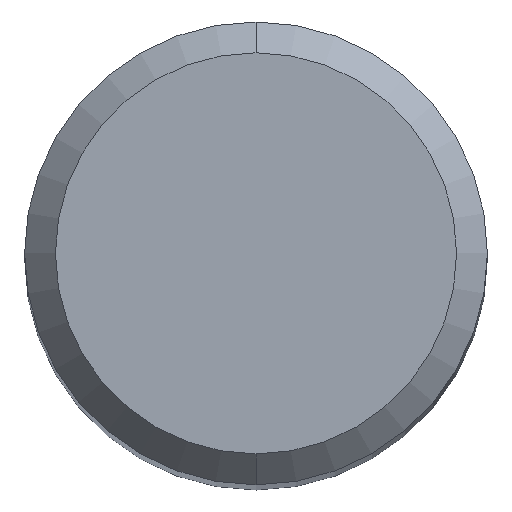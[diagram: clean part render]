
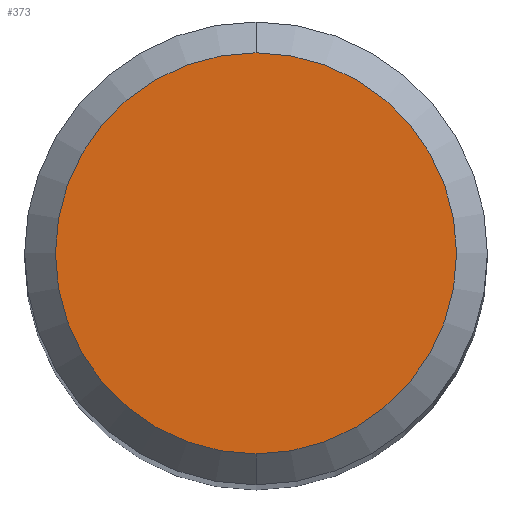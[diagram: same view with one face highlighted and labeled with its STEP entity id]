
A CAD part, top view. The second image highlights one B-rep face of the part: STEP entity #373.
In plain terms, the highlighted planar face has unit normal (0, 0, 1).
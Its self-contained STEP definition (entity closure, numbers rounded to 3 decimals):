
#187=VERTEX_POINT('',#496);
#191=EDGE_CURVE('',#187,#247,#500,.T.);
#247=VERTEX_POINT('',#561);
#259=EDGE_CURVE('',#247,#187,#573,.T.);
#373=ADVANCED_FACE('',(#702),#703,.T.);
#496=CARTESIAN_POINT('',(0.,-2.6,0.0));
#500=CIRCLE('',#835,2.6);
#561=CARTESIAN_POINT('',(0.0,2.6,0.0));
#573=CIRCLE('',#997,2.6);
#702=FACE_OUTER_BOUND('',#1196,.T.);
#703=PLANE('',#1197);
#835=AXIS2_PLACEMENT_3D('',#1473,#1474,#1475);
#997=AXIS2_PLACEMENT_3D('',#1542,#1543,#1544);
#1196=EDGE_LOOP('',(#1705,#1706));
#1197=AXIS2_PLACEMENT_3D('',#1707,#1708,#1709);
#1473=CARTESIAN_POINT('',(0.0,0.0,0.0));
#1474=DIRECTION('',(0.0,0.0,-1.0));
#1475=DIRECTION('',(0.0,1.0,0.0));
#1542=CARTESIAN_POINT('',(0.0,0.0,0.0));
#1543=DIRECTION('',(0.0,0.0,-1.0));
#1544=DIRECTION('',(0.0,1.0,0.0));
#1705=ORIENTED_EDGE('',*,*,#259,.F.);
#1706=ORIENTED_EDGE('',*,*,#191,.F.);
#1707=CARTESIAN_POINT('',(0.0,1.3,0.0));
#1708=DIRECTION('',(-0.0,0.0,1.0));
#1709=DIRECTION('',(0.0,-1.0,0.0));
